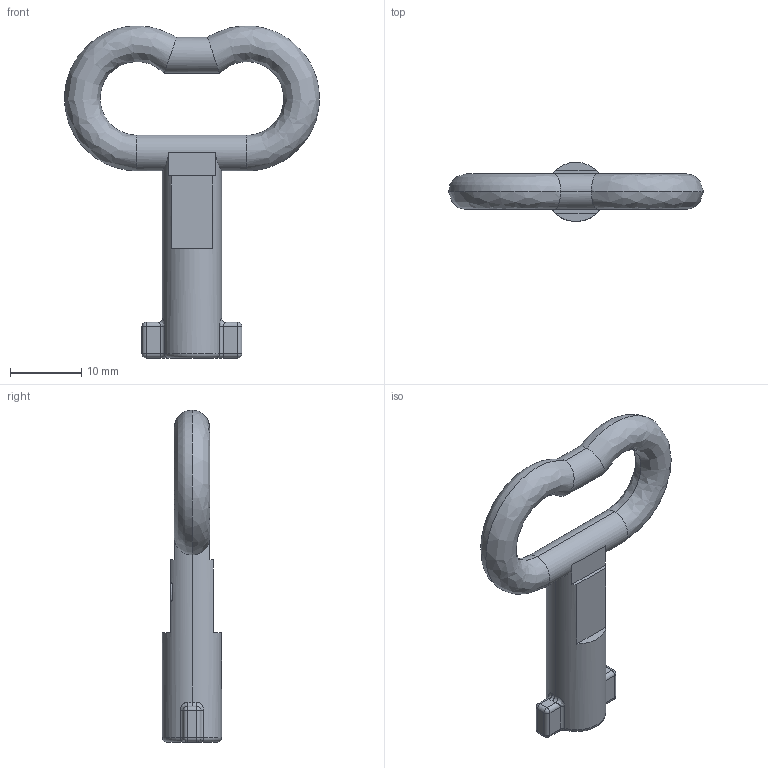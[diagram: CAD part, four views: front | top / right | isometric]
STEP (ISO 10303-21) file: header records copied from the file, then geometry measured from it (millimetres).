
FILE_DESCRIPTION (( 'STEP AP203' ), '1' );
FILE_NAME ('AP03.05.1.2.STEP', '2022-07-27T06:47:35', ( '' ), ( '' ), 'SwSTEP 2.0', 'SolidWorks 2021', '' );
FILE_SCHEMA (( 'CONFIG_CONTROL_DESIGN' ));
Length unit declared in the file: millimetre
Products named in the file (1): AP03.05.1.2
Bounding box: 35.67 x 8.3 x 46.49 mm (x, y, z)
Volume: 2809.5 mm3; surface area: 2159.8 mm2
Topology: 1 solids, 1 shells, 107 faces, 260 edges, 149 vertices
Faces by surface type: cylinder 35, plane 30, bspline 23, torus 11, sphere 8
Entity records: 4686 total; most frequent: CARTESIAN_POINT 2287, ORIENTED_EDGE 504, DIRECTION 458, EDGE_CURVE 252, AXIS2_PLACEMENT_3D 177, VERTEX_POINT 149, EDGE_LOOP 111, ADVANCED_FACE 107
